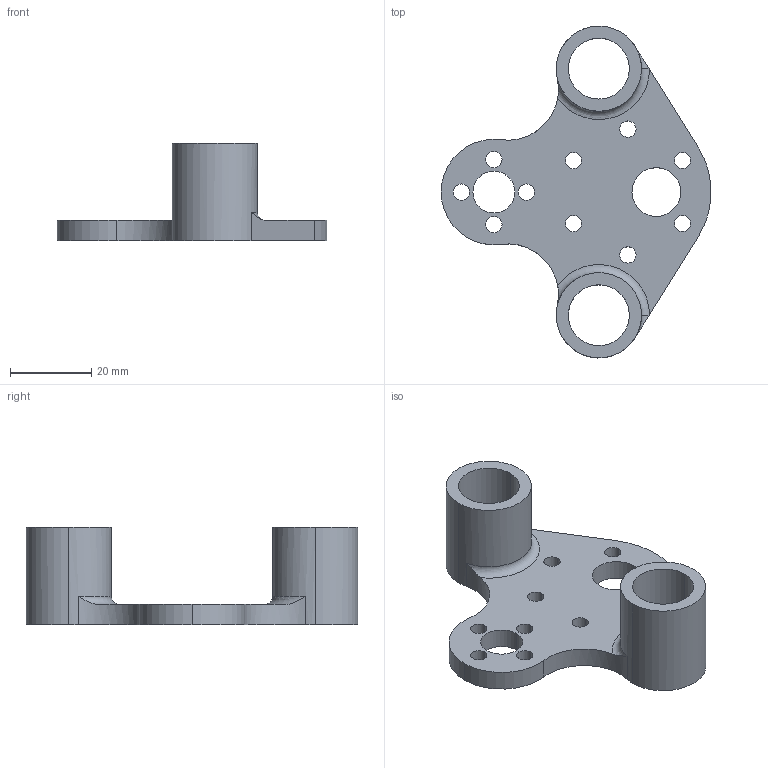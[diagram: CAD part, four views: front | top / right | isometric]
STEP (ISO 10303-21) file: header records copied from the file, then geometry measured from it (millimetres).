
FILE_DESCRIPTION (( 'STEP AP214' ), '1' );
FILE_NAME ('drill_slider.STEP', '2024-12-28T15:22:33', ( '' ), ( '' ), 'SwSTEP 2.0', 'SolidWorks 2024', '' );
FILE_SCHEMA (( 'AUTOMOTIVE_DESIGN' ));
Length unit declared in the file: millimetre
Products named in the file (1): drill_slider
Bounding box: 66.43 x 81.72 x 24 mm (x, y, z)
Volume: 18116.3 mm3; surface area: 11509.7 mm2
Topology: 1 solids, 1 shells, 47 faces, 133 edges, 88 vertices
Faces by surface type: cylinder 37, plane 6, torus 4
Entity records: 1680 total; most frequent: CARTESIAN_POINT 309, DIRECTION 305, ORIENTED_EDGE 266, EDGE_CURVE 133, AXIS2_PLACEMENT_3D 130, VERTEX_POINT 88, CIRCLE 82, EDGE_LOOP 75
